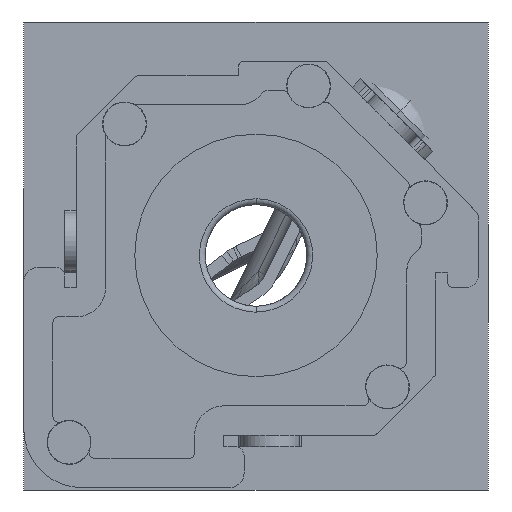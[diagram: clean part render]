
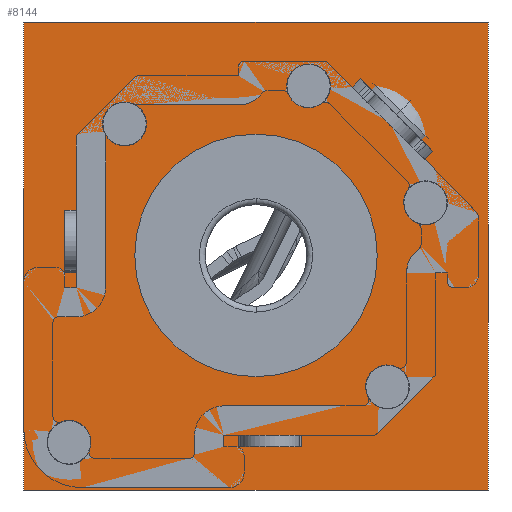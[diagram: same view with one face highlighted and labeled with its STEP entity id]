
A CAD part, front view. The second image highlights one B-rep face of the part: STEP entity #8144.
In plain terms, the highlighted planar face has unit normal (0, -1, 0).
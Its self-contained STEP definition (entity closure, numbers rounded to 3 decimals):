
#2418=DIRECTION('',(1.,0.,0.));
#2419=VECTOR('',#2418,15.9);
#2420=CARTESIAN_POINT('',(-7.95,0.5,7.99));
#2421=LINE('',#2420,#2419);
#2426=DIRECTION('',(0.,0.,-1.));
#2427=VECTOR('',#2426,16.02);
#2428=CARTESIAN_POINT('',(7.95,0.5,7.99));
#2429=LINE('',#2428,#2427);
#2438=DIRECTION('',(-1.,0.,0.));
#2439=VECTOR('',#2438,15.9);
#2440=CARTESIAN_POINT('',(7.95,0.5,-8.03));
#2441=LINE('',#2440,#2439);
#2454=DIRECTION('',(0.,0.,1.));
#2455=VECTOR('',#2454,16.02);
#2456=CARTESIAN_POINT('',(-7.95,0.5,-8.03));
#2457=LINE('',#2456,#2455);
#2462=CARTESIAN_POINT('',(0.,0.5,0.));
#2463=DIRECTION('',(0.,1.,0.));
#2464=DIRECTION('',(0.,0.,-1.));
#2465=AXIS2_PLACEMENT_3D('',#2462,#2463,#2464);
#2467=CARTESIAN_POINT('',(0.,0.5,0.));
#2468=DIRECTION('',(0.,1.,0.));
#2469=DIRECTION('',(0.,0.,1.));
#2470=AXIS2_PLACEMENT_3D('',#2467,#2468,#2469);
#2472=CARTESIAN_POINT('',(-4.5,0.5,4.5));
#2473=DIRECTION('',(0.,1.,0.));
#2474=DIRECTION('',(1.,0.,0.));
#2475=AXIS2_PLACEMENT_3D('',#2472,#2473,#2474);
#2477=CARTESIAN_POINT('',(-4.5,0.5,4.5));
#2478=DIRECTION('',(0.,1.,0.));
#2479=DIRECTION('',(-1.,0.,0.));
#2480=AXIS2_PLACEMENT_3D('',#2477,#2478,#2479);
#2482=DIRECTION('',(0.,0.,1.));
#2483=VECTOR('',#2482,2.135);
#2484=CARTESIAN_POINT('',(-6.15,0.5,-0.586));
#2485=LINE('',#2484,#2483);
#2486=DIRECTION('',(-1.,0.,0.));
#2487=VECTOR('',#2486,0.4);
#2488=CARTESIAN_POINT('',(-6.15,0.5,1.549));
#2489=LINE('',#2488,#2487);
#2490=DIRECTION('',(0.,0.,1.));
#2491=VECTOR('',#2490,2.135);
#2492=CARTESIAN_POINT('',(-6.55,0.5,-0.586));
#2493=LINE('',#2492,#2491);
#2494=DIRECTION('',(-1.,0.,0.));
#2495=VECTOR('',#2494,0.4);
#2496=CARTESIAN_POINT('',(-6.15,0.5,-0.586));
#2497=LINE('',#2496,#2495);
#2498=DIRECTION('',(1.,0.,0.));
#2499=VECTOR('',#2498,2.135);
#2500=CARTESIAN_POINT('',(-0.586,0.5,-6.55));
#2501=LINE('',#2500,#2499);
#2502=DIRECTION('',(0.,0.,1.));
#2503=VECTOR('',#2502,0.4);
#2504=CARTESIAN_POINT('',(1.549,0.5,-6.55));
#2505=LINE('',#2504,#2503);
#2506=DIRECTION('',(1.,0.,0.));
#2507=VECTOR('',#2506,2.135);
#2508=CARTESIAN_POINT('',(-0.586,0.5,-6.15));
#2509=LINE('',#2508,#2507);
#2510=DIRECTION('',(0.,0.,1.));
#2511=VECTOR('',#2510,0.4);
#2512=CARTESIAN_POINT('',(-0.586,0.5,-6.55));
#2513=LINE('',#2512,#2511);
#2514=DIRECTION('',(0.707,0.,-0.707));
#2515=VECTOR('',#2514,3.499);
#2516=CARTESIAN_POINT('',(3.571,0.5,6.045));
#2517=LINE('',#2516,#2515);
#2518=DIRECTION('',(-0.707,0.,-0.707));
#2519=VECTOR('',#2518,0.4);
#2520=CARTESIAN_POINT('',(3.571,0.5,6.045));
#2521=LINE('',#2520,#2519);
#2522=DIRECTION('',(0.707,0.,-0.707));
#2523=VECTOR('',#2522,3.499);
#2524=CARTESIAN_POINT('',(3.289,0.5,5.762));
#2525=LINE('',#2524,#2523);
#2526=DIRECTION('',(-0.707,0.,-0.707));
#2527=VECTOR('',#2526,0.4);
#2528=CARTESIAN_POINT('',(6.045,0.5,3.571));
#2529=LINE('',#2528,#2527);
#2974=CARTESIAN_POINT('',(0.,0.5,-4.15));
#2975=CARTESIAN_POINT('',(0.,0.5,4.15));
#2976=VERTEX_POINT('',#2974);
#2977=VERTEX_POINT('',#2975);
#2978=CARTESIAN_POINT('',(-7.95,0.5,7.99));
#2979=CARTESIAN_POINT('',(7.95,0.5,7.99));
#2980=VERTEX_POINT('',#2978);
#2981=VERTEX_POINT('',#2979);
#2982=CARTESIAN_POINT('',(7.95,0.5,-8.03));
#2983=VERTEX_POINT('',#2982);
#2984=CARTESIAN_POINT('',(-7.95,0.5,-8.03));
#2985=VERTEX_POINT('',#2984);
#3469=CARTESIAN_POINT('',(-3.75,0.5,4.5));
#3470=CARTESIAN_POINT('',(-5.25,0.5,4.5));
#3471=VERTEX_POINT('',#3469);
#3472=VERTEX_POINT('',#3470);
#3486=CARTESIAN_POINT('',(-6.15,0.5,-0.586));
#3487=CARTESIAN_POINT('',(-6.15,0.5,1.549));
#3488=VERTEX_POINT('',#3486);
#3489=VERTEX_POINT('',#3487);
#3490=CARTESIAN_POINT('',(-6.55,0.5,1.549));
#3491=VERTEX_POINT('',#3490);
#3492=CARTESIAN_POINT('',(-6.55,0.5,-0.586));
#3493=VERTEX_POINT('',#3492);
#3509=CARTESIAN_POINT('',(-0.586,0.5,-6.55));
#3510=CARTESIAN_POINT('',(1.549,0.5,-6.55));
#3511=VERTEX_POINT('',#3509);
#3512=VERTEX_POINT('',#3510);
#3513=CARTESIAN_POINT('',(1.549,0.5,-6.15));
#3514=VERTEX_POINT('',#3513);
#3515=CARTESIAN_POINT('',(-0.586,0.5,-6.15));
#3516=VERTEX_POINT('',#3515);
#3532=CARTESIAN_POINT('',(3.571,0.5,6.045));
#3533=CARTESIAN_POINT('',(6.045,0.5,3.571));
#3534=VERTEX_POINT('',#3532);
#3535=VERTEX_POINT('',#3533);
#3536=CARTESIAN_POINT('',(3.289,0.5,5.762));
#3537=VERTEX_POINT('',#3536);
#3538=CARTESIAN_POINT('',(5.762,0.5,3.289));
#3539=VERTEX_POINT('',#3538);
#8093=CARTESIAN_POINT('',(0.,0.5,-0.02));
#8094=DIRECTION('',(0.,1.,0.));
#8095=DIRECTION('',(0.,0.,-1.));
#8096=AXIS2_PLACEMENT_3D('',#8093,#8094,#8095);
#8097=PLANE('',#8096);
#8098=ORIENTED_EDGE('',*,*,#8045,.T.);
#8099=ORIENTED_EDGE('',*,*,#8060,.T.);
#8100=ORIENTED_EDGE('',*,*,#8074,.T.);
#8101=ORIENTED_EDGE('',*,*,#8087,.T.);
#8102=EDGE_LOOP('',(#8098,#8099,#8100,#8101));
#8103=FACE_OUTER_BOUND('',#8102,.F.);
#8104=ORIENTED_EDGE('',*,*,#3889,.F.);
#8105=ORIENTED_EDGE('',*,*,#4084,.F.);
#8106=EDGE_LOOP('',(#8104,#8105));
#8107=FACE_BOUND('',#8106,.F.);
#8109=ORIENTED_EDGE('',*,*,#8108,.F.);
#8111=ORIENTED_EDGE('',*,*,#8110,.F.);
#8112=EDGE_LOOP('',(#8109,#8111));
#8113=FACE_BOUND('',#8112,.F.);
#8115=ORIENTED_EDGE('',*,*,#8114,.T.);
#8117=ORIENTED_EDGE('',*,*,#8116,.T.);
#8119=ORIENTED_EDGE('',*,*,#8118,.F.);
#8121=ORIENTED_EDGE('',*,*,#8120,.F.);
#8122=EDGE_LOOP('',(#8115,#8117,#8119,#8121));
#8123=FACE_BOUND('',#8122,.F.);
#8125=ORIENTED_EDGE('',*,*,#8124,.T.);
#8127=ORIENTED_EDGE('',*,*,#8126,.T.);
#8129=ORIENTED_EDGE('',*,*,#8128,.F.);
#8131=ORIENTED_EDGE('',*,*,#8130,.F.);
#8132=EDGE_LOOP('',(#8125,#8127,#8129,#8131));
#8133=FACE_BOUND('',#8132,.F.);
#8135=ORIENTED_EDGE('',*,*,#8134,.F.);
#8137=ORIENTED_EDGE('',*,*,#8136,.T.);
#8139=ORIENTED_EDGE('',*,*,#8138,.T.);
#8141=ORIENTED_EDGE('',*,*,#8140,.F.);
#8142=EDGE_LOOP('',(#8135,#8137,#8139,#8141));
#8143=FACE_BOUND('',#8142,.F.);
#2466=CIRCLE('',#2465,4.15);
#2471=CIRCLE('',#2470,4.15);
#2476=CIRCLE('',#2475,0.75);
#2481=CIRCLE('',#2480,0.75);
#3889=EDGE_CURVE('',#2976,#2977,#2466,.T.);
#4084=EDGE_CURVE('',#2977,#2976,#2471,.T.);
#8045=EDGE_CURVE('',#2980,#2981,#2421,.T.);
#8060=EDGE_CURVE('',#2981,#2983,#2429,.T.);
#8074=EDGE_CURVE('',#2983,#2985,#2441,.T.);
#8087=EDGE_CURVE('',#2985,#2980,#2457,.T.);
#8108=EDGE_CURVE('',#3471,#3472,#2476,.T.);
#8110=EDGE_CURVE('',#3472,#3471,#2481,.T.);
#8114=EDGE_CURVE('',#3488,#3489,#2485,.T.);
#8116=EDGE_CURVE('',#3489,#3491,#2489,.T.);
#8118=EDGE_CURVE('',#3493,#3491,#2493,.T.);
#8120=EDGE_CURVE('',#3488,#3493,#2497,.T.);
#8124=EDGE_CURVE('',#3511,#3512,#2501,.T.);
#8126=EDGE_CURVE('',#3512,#3514,#2505,.T.);
#8128=EDGE_CURVE('',#3516,#3514,#2509,.T.);
#8130=EDGE_CURVE('',#3511,#3516,#2513,.T.);
#8134=EDGE_CURVE('',#3534,#3535,#2517,.T.);
#8136=EDGE_CURVE('',#3534,#3537,#2521,.T.);
#8138=EDGE_CURVE('',#3537,#3539,#2525,.T.);
#8140=EDGE_CURVE('',#3535,#3539,#2529,.T.);
#8144=ADVANCED_FACE('',(#8103,#8107,#8113,#8123,#8133,#8143),#8097,.F.);
